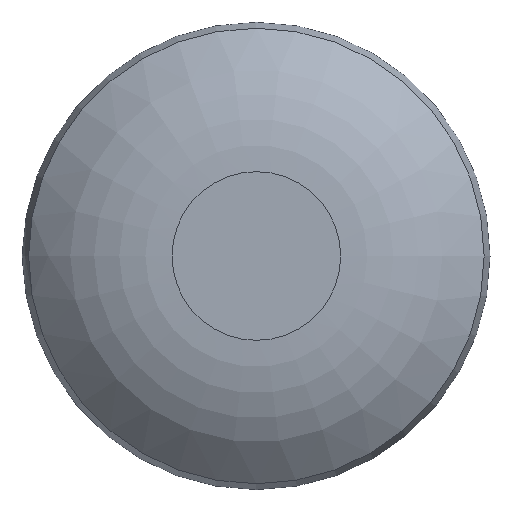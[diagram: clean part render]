
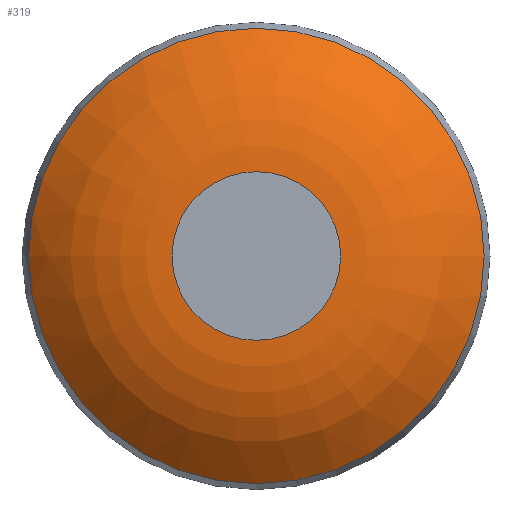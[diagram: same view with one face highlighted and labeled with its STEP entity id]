
A CAD part, left-side view. The second image highlights one B-rep face of the part: STEP entity #319.
In plain terms, the highlighted toroidal (fillet/blend) face has major radius 3.581 mm and minor radius 8.458 mm.
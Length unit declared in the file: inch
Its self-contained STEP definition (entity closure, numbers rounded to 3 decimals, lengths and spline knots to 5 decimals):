
#5 = AXIS2_PLACEMENT_3D ( 'NONE', #11, #156, #14 ) ;
#11 = CARTESIAN_POINT ( 'NONE',  ( 0.333, 0., 0. ) ) ;
#14 = DIRECTION ( 'NONE',  ( 0., 1., 0. ) ) ;
#28 = AXIS2_PLACEMENT_3D ( 'NONE', #257, #83, #437 ) ;
#32 = CARTESIAN_POINT ( 'NONE',  ( 0.102, 0., 0. ) ) ;
#35 = CARTESIAN_POINT ( 'NONE',  ( 0.102, 0.38085, 0. ) ) ;
#83 = DIRECTION ( 'NONE',  ( 1., 0., 0. ) ) ;
#93 = DIRECTION ( 'NONE',  ( 1., 0., 0. ) ) ;
#140 = CIRCLE ( 'NONE', #28, 0.141 ) ;
#156 = DIRECTION ( 'NONE',  ( 1., 0., 0. ) ) ;
#161 = FACE_OUTER_BOUND ( 'NONE', #259, .T. ) ;
#171 = ORIENTED_EDGE ( 'NONE', *, *, #436, .F. ) ;
#182 = EDGE_LOOP ( 'NONE', ( #171 ) ) ;
#189 = TOROIDAL_SURFACE ( 'NONE', #5, 0.141, 0.333 ) ;
#196 = CARTESIAN_POINT ( 'NONE',  ( 0., 0.141, 0. ) ) ;
#212 = VERTEX_POINT ( 'NONE', #35 ) ;
#231 = DIRECTION ( 'NONE',  ( 0., 1., 0. ) ) ;
#257 = CARTESIAN_POINT ( 'NONE',  ( 0., 0., 0. ) ) ;
#259 = EDGE_LOOP ( 'NONE', ( #439 ) ) ;
#299 = VERTEX_POINT ( 'NONE', #196 ) ;
#319 = ADVANCED_FACE ( 'NONE', ( #161, #425 ), #189, .T. ) ;
#350 = EDGE_CURVE ( 'NONE', #299, #299, #140, .T. ) ;
#393 = AXIS2_PLACEMENT_3D ( 'NONE', #32, #93, #231 ) ;
#425 = FACE_OUTER_BOUND ( 'NONE', #182, .T. ) ;
#435 = CIRCLE ( 'NONE', #393, 0.38085 ) ;
#436 = EDGE_CURVE ( 'NONE', #212, #212, #435, .T. ) ;
#437 = DIRECTION ( 'NONE',  ( 0., 1., 0. ) ) ;
#439 = ORIENTED_EDGE ( 'NONE', *, *, #350, .T. ) ;
